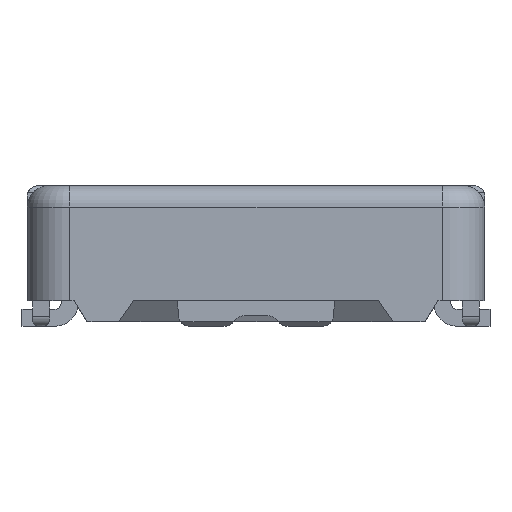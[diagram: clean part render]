
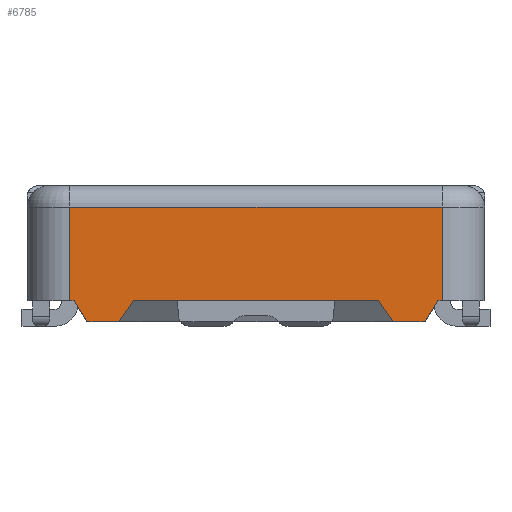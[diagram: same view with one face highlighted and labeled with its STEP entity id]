
A CAD part, front view. The second image highlights one B-rep face of the part: STEP entity #6785.
In plain terms, the highlighted planar face has unit normal (0, -1, 0).
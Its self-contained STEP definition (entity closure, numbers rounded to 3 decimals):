
#63 = CARTESIAN_POINT ( 'NONE',  ( 10.299, -15.023, 2.91 ) ) ;
#93 = FACE_OUTER_BOUND ( 'NONE', #12844, .T. ) ;
#129 = LINE ( 'NONE', #2868, #7894 ) ;
#265 = DIRECTION ( 'NONE',  ( 0.514, 0., 0.857 ) ) ;
#323 = CARTESIAN_POINT ( 'NONE',  ( 11.375, -15.023, 1.773 ) ) ;
#433 = EDGE_CURVE ( 'NONE', #12862, #8566, #7263, .T. ) ;
#626 = ORIENTED_EDGE ( 'NONE', *, *, #7102, .T. ) ;
#771 = CARTESIAN_POINT ( 'NONE',  ( 9.445, -15.023, 1.673 ) ) ;
#805 = VERTEX_POINT ( 'NONE', #942 ) ;
#942 = CARTESIAN_POINT ( 'NONE',  ( 9.645, -15.023, 1.773 ) ) ;
#1088 = DIRECTION ( 'NONE',  ( 0.573, 0., -0.819 ) ) ;
#1103 = CARTESIAN_POINT ( 'NONE',  ( 11.165, -15.023, 1.673 ) ) ;
#1162 = LINE ( 'NONE', #9154, #6232 ) ;
#1335 = LINE ( 'NONE', #7059, #4024 ) ;
#1685 = DIRECTION ( 'NONE',  ( 1., 0., 0. ) ) ;
#1807 = LINE ( 'NONE', #5062, #2457 ) ;
#1811 = EDGE_CURVE ( 'NONE', #8166, #6489, #7992, .T. ) ;
#1887 = EDGE_CURVE ( 'NONE', #2318, #7755, #11924, .T. ) ;
#2006 = DIRECTION ( 'NONE',  ( 0., 0., 1. ) ) ;
#2041 = ORIENTED_EDGE ( 'NONE', *, *, #11345, .T. ) ;
#2318 = VERTEX_POINT ( 'NONE', #5365 ) ;
#2321 = LINE ( 'NONE', #63, #10031 ) ;
#2457 = VECTOR ( 'NONE', #6070, 1000. ) ;
#2658 = DIRECTION ( 'NONE',  ( 0.514, 0., -0.857 ) ) ;
#2746 = VECTOR ( 'NONE', #7856, 1000. ) ;
#2801 = VECTOR ( 'NONE', #4793, 1000. ) ;
#2868 = CARTESIAN_POINT ( 'NONE',  ( 11.39, -15.023, 1.773 ) ) ;
#2905 = ORIENTED_EDGE ( 'NONE', *, *, #4625, .T. ) ;
#3013 = DIRECTION ( 'NONE',  ( -1., 0., 0. ) ) ;
#3156 = VECTOR ( 'NONE', #3013, 1000. ) ;
#3226 = CARTESIAN_POINT ( 'NONE',  ( 9.645, -15.023, 2.313 ) ) ;
#3491 = LINE ( 'NONE', #7055, #3156 ) ;
#3661 = AXIS2_PLACEMENT_3D ( 'NONE', #12761, #7739, #1685 ) ;
#3689 = LINE ( 'NONE', #771, #2746 ) ;
#3772 = VERTEX_POINT ( 'NONE', #10427 ) ;
#3827 = ORIENTED_EDGE ( 'NONE', *, *, #1811, .T. ) ;
#3830 = EDGE_CURVE ( 'NONE', #6489, #12006, #3689, .T. ) ;
#4024 = VECTOR ( 'NONE', #2006, 1000. ) ;
#4083 = DIRECTION ( 'NONE',  ( -1., 0., 0. ) ) ;
#4151 = ORIENTED_EDGE ( 'NONE', *, *, #1887, .F. ) ;
#4271 = CARTESIAN_POINT ( 'NONE',  ( 9.665, -15.023, 1.773 ) ) ;
#4589 = VECTOR ( 'NONE', #265, 1000. ) ;
#4625 = EDGE_CURVE ( 'NONE', #3772, #805, #11382, .T. ) ;
#4793 = DIRECTION ( 'NONE',  ( 1., 0., 0. ) ) ;
#5062 = CARTESIAN_POINT ( 'NONE',  ( 11.39, -15.023, 2.213 ) ) ;
#5111 = CARTESIAN_POINT ( 'NONE',  ( 11.39, -15.023, 1.773 ) ) ;
#5365 = CARTESIAN_POINT ( 'NONE',  ( 11.095, -15.023, 1.773 ) ) ;
#5513 = EDGE_CURVE ( 'NONE', #8166, #805, #129, .T. ) ;
#5761 = ORIENTED_EDGE ( 'NONE', *, *, #11434, .T. ) ;
#5816 = ORIENTED_EDGE ( 'NONE', *, *, #7323, .T. ) ;
#5891 = ORIENTED_EDGE ( 'NONE', *, *, #5513, .F. ) ;
#6070 = DIRECTION ( 'NONE',  ( -1., 0., 0. ) ) ;
#6227 = DIRECTION ( 'NONE',  ( 0., 0., -1. ) ) ;
#6232 = VECTOR ( 'NONE', #8148, 1000. ) ;
#6489 = VERTEX_POINT ( 'NONE', #7264 ) ;
#6516 = CARTESIAN_POINT ( 'NONE',  ( 11.315, -15.023, 1.673 ) ) ;
#6785 = ADVANCED_FACE ( 'NONE', ( #93 ), #11744, .T. ) ;
#7055 = CARTESIAN_POINT ( 'NONE',  ( 11.39, -15.023, 1.773 ) ) ;
#7059 = CARTESIAN_POINT ( 'NONE',  ( 11.395, -15.023, 2.313 ) ) ;
#7062 = ORIENTED_EDGE ( 'NONE', *, *, #3830, .T. ) ;
#7102 = EDGE_CURVE ( 'NONE', #12132, #12862, #8167, .T. ) ;
#7263 = LINE ( 'NONE', #9339, #4589 ) ;
#7264 = CARTESIAN_POINT ( 'NONE',  ( 9.725, -15.023, 1.673 ) ) ;
#7323 = EDGE_CURVE ( 'NONE', #2318, #12132, #2321, .T. ) ;
#7414 = ORIENTED_EDGE ( 'NONE', *, *, #8920, .F. ) ;
#7739 = DIRECTION ( 'NONE',  ( 0., -1., 0. ) ) ;
#7755 = VERTEX_POINT ( 'NONE', #8816 ) ;
#7856 = DIRECTION ( 'NONE',  ( 1., 0., 0. ) ) ;
#7894 = VECTOR ( 'NONE', #7900, 1000. ) ;
#7900 = DIRECTION ( 'NONE',  ( -1., 0., 0. ) ) ;
#7932 = ORIENTED_EDGE ( 'NONE', *, *, #8060, .T. ) ;
#7992 = LINE ( 'NONE', #9709, #10017 ) ;
#8060 = EDGE_CURVE ( 'NONE', #12049, #11721, #1335, .T. ) ;
#8148 = DIRECTION ( 'NONE',  ( 0.573, 0., 0.819 ) ) ;
#8166 = VERTEX_POINT ( 'NONE', #4271 ) ;
#8167 = LINE ( 'NONE', #11831, #2801 ) ;
#8566 = VERTEX_POINT ( 'NONE', #323 ) ;
#8711 = VECTOR ( 'NONE', #6227, 1000. ) ;
#8816 = CARTESIAN_POINT ( 'NONE',  ( 9.945, -15.023, 1.773 ) ) ;
#8897 = CARTESIAN_POINT ( 'NONE',  ( 9.875, -15.023, 1.673 ) ) ;
#8920 = EDGE_CURVE ( 'NONE', #12049, #8566, #3491, .T. ) ;
#9154 = CARTESIAN_POINT ( 'NONE',  ( 10.035, -15.023, 1.9 ) ) ;
#9339 = CARTESIAN_POINT ( 'NONE',  ( 11.103, -15.023, 1.318 ) ) ;
#9431 = ORIENTED_EDGE ( 'NONE', *, *, #433, .T. ) ;
#9709 = CARTESIAN_POINT ( 'NONE',  ( 9.369, -15.023, 2.267 ) ) ;
#9986 = CARTESIAN_POINT ( 'NONE',  ( 11.395, -15.023, 1.773 ) ) ;
#10017 = VECTOR ( 'NONE', #2658, 1000. ) ;
#10031 = VECTOR ( 'NONE', #1088, 1000. ) ;
#10427 = CARTESIAN_POINT ( 'NONE',  ( 9.645, -15.023, 2.213 ) ) ;
#11345 = EDGE_CURVE ( 'NONE', #11721, #3772, #1807, .T. ) ;
#11382 = LINE ( 'NONE', #3226, #8711 ) ;
#11434 = EDGE_CURVE ( 'NONE', #12006, #7755, #1162, .T. ) ;
#11606 = VECTOR ( 'NONE', #4083, 1000. ) ;
#11721 = VERTEX_POINT ( 'NONE', #12343 ) ;
#11744 = PLANE ( 'NONE',  #3661 ) ;
#11831 = CARTESIAN_POINT ( 'NONE',  ( 9.445, -15.023, 1.673 ) ) ;
#11924 = LINE ( 'NONE', #5111, #11606 ) ;
#12006 = VERTEX_POINT ( 'NONE', #8897 ) ;
#12049 = VERTEX_POINT ( 'NONE', #9986 ) ;
#12132 = VERTEX_POINT ( 'NONE', #1103 ) ;
#12343 = CARTESIAN_POINT ( 'NONE',  ( 11.395, -15.023, 2.213 ) ) ;
#12761 = CARTESIAN_POINT ( 'NONE',  ( 11.39, -15.023, 1.773 ) ) ;
#12844 = EDGE_LOOP ( 'NONE', ( #2041, #2905, #5891, #3827, #7062, #5761, #4151, #5816, #626, #9431, #7414, #7932 ) ) ;
#12862 = VERTEX_POINT ( 'NONE', #6516 ) ;
